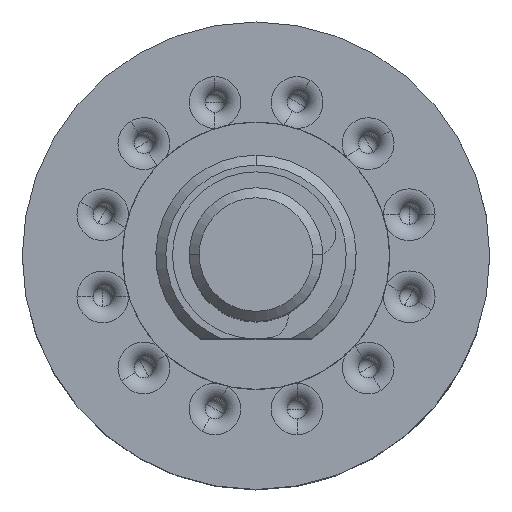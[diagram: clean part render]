
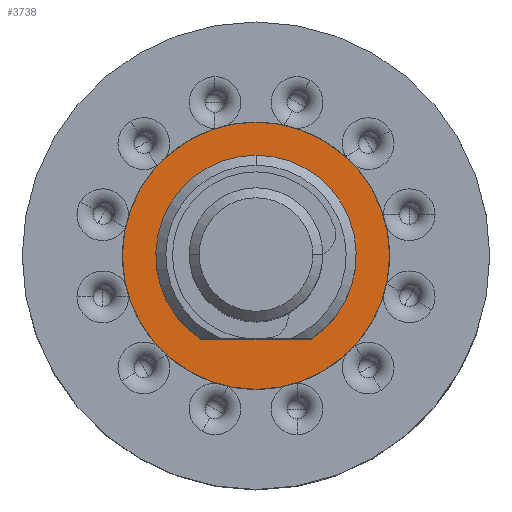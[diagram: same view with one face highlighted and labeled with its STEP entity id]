
A CAD part, top view. The second image highlights one B-rep face of the part: STEP entity #3738.
In plain terms, the highlighted planar face has unit normal (0, 0, 1).
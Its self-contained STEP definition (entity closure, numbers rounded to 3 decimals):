
#82 = CARTESIAN_POINT ( 'NONE',  ( 1.658, -2.5, 0. ) ) ;
#276 = CARTESIAN_POINT ( 'NONE',  ( 0., 0., 0. ) ) ;
#346 = CIRCLE ( 'NONE', #2207, 3. ) ;
#536 = DIRECTION ( 'NONE',  ( 0., 0., 1. ) ) ;
#969 = CARTESIAN_POINT ( 'NONE',  ( 0., 0., 0. ) ) ;
#1418 = DIRECTION ( 'NONE',  ( 0., 0., 1. ) ) ;
#1510 = ORIENTED_EDGE ( 'NONE', *, *, #16173, .T. ) ;
#2198 = VERTEX_POINT ( 'NONE', #82 ) ;
#2207 = AXIS2_PLACEMENT_3D ( 'NONE', #14541, #1418, #2975 ) ;
#2975 = DIRECTION ( 'NONE',  ( 0., -1., 0. ) ) ;
#3071 = EDGE_CURVE ( 'NONE', #14736, #11022, #346, .T. ) ;
#3459 = CARTESIAN_POINT ( 'NONE',  ( 0., -2.5, 0. ) ) ;
#3738 = ADVANCED_FACE ( 'NONE', ( #9315, #17276 ), #10732, .T. ) ;
#3859 = ORIENTED_EDGE ( 'NONE', *, *, #4298, .T. ) ;
#4298 = EDGE_CURVE ( 'NONE', #6490, #6158, #8350, .T. ) ;
#6158 = VERTEX_POINT ( 'NONE', #6360 ) ;
#6360 = CARTESIAN_POINT ( 'NONE',  ( 0., -4., 0. ) ) ;
#6368 = AXIS2_PLACEMENT_3D ( 'NONE', #276, #9455, #6497 ) ;
#6490 = VERTEX_POINT ( 'NONE', #9953 ) ;
#6497 = DIRECTION ( 'NONE',  ( 0., -1., 0. ) ) ;
#6509 = CARTESIAN_POINT ( 'NONE',  ( 0., 0., 0. ) ) ;
#6627 = CARTESIAN_POINT ( 'NONE',  ( 0., 3., 0. ) ) ;
#6783 = DIRECTION ( 'NONE',  ( 0., 0., 1. ) ) ;
#7197 = EDGE_LOOP ( 'NONE', ( #1510, #14490, #7353 ) ) ;
#7261 = CARTESIAN_POINT ( 'NONE',  ( -1.658, -2.5, 0. ) ) ;
#7353 = ORIENTED_EDGE ( 'NONE', *, *, #18466, .F. ) ;
#7922 = DIRECTION ( 'NONE',  ( -1., 0., 0. ) ) ;
#8188 = LINE ( 'NONE', #3459, #18238 ) ;
#8350 = CIRCLE ( 'NONE', #13131, 4. ) ;
#8999 = CIRCLE ( 'NONE', #11147, 4. ) ;
#9315 = FACE_BOUND ( 'NONE', #7197, .T. ) ;
#9405 = DIRECTION ( 'NONE',  ( 0., -1., 0. ) ) ;
#9455 = DIRECTION ( 'NONE',  ( 0., 0., 1. ) ) ;
#9953 = CARTESIAN_POINT ( 'NONE',  ( 0., 4., 0. ) ) ;
#10732 = PLANE ( 'NONE',  #6368 ) ;
#10834 = EDGE_CURVE ( 'NONE', #6158, #6490, #8999, .T. ) ;
#11022 = VERTEX_POINT ( 'NONE', #7261 ) ;
#11147 = AXIS2_PLACEMENT_3D ( 'NONE', #15333, #15777, #11304 ) ;
#11304 = DIRECTION ( 'NONE',  ( 0., -1., 0. ) ) ;
#13131 = AXIS2_PLACEMENT_3D ( 'NONE', #969, #6783, #18220 ) ;
#14409 = EDGE_LOOP ( 'NONE', ( #3859, #16707 ) ) ;
#14490 = ORIENTED_EDGE ( 'NONE', *, *, #3071, .F. ) ;
#14541 = CARTESIAN_POINT ( 'NONE',  ( 0., 0., 0. ) ) ;
#14736 = VERTEX_POINT ( 'NONE', #6627 ) ;
#15037 = CIRCLE ( 'NONE', #16821, 3. ) ;
#15333 = CARTESIAN_POINT ( 'NONE',  ( 0., 0., 0. ) ) ;
#15777 = DIRECTION ( 'NONE',  ( 0., 0., 1. ) ) ;
#16173 = EDGE_CURVE ( 'NONE', #2198, #11022, #8188, .T. ) ;
#16707 = ORIENTED_EDGE ( 'NONE', *, *, #10834, .T. ) ;
#16821 = AXIS2_PLACEMENT_3D ( 'NONE', #6509, #536, #9405 ) ;
#17276 = FACE_OUTER_BOUND ( 'NONE', #14409, .T. ) ;
#18220 = DIRECTION ( 'NONE',  ( 0., -1., 0. ) ) ;
#18238 = VECTOR ( 'NONE', #7922, 1000. ) ;
#18466 = EDGE_CURVE ( 'NONE', #2198, #14736, #15037, .T. ) ;
